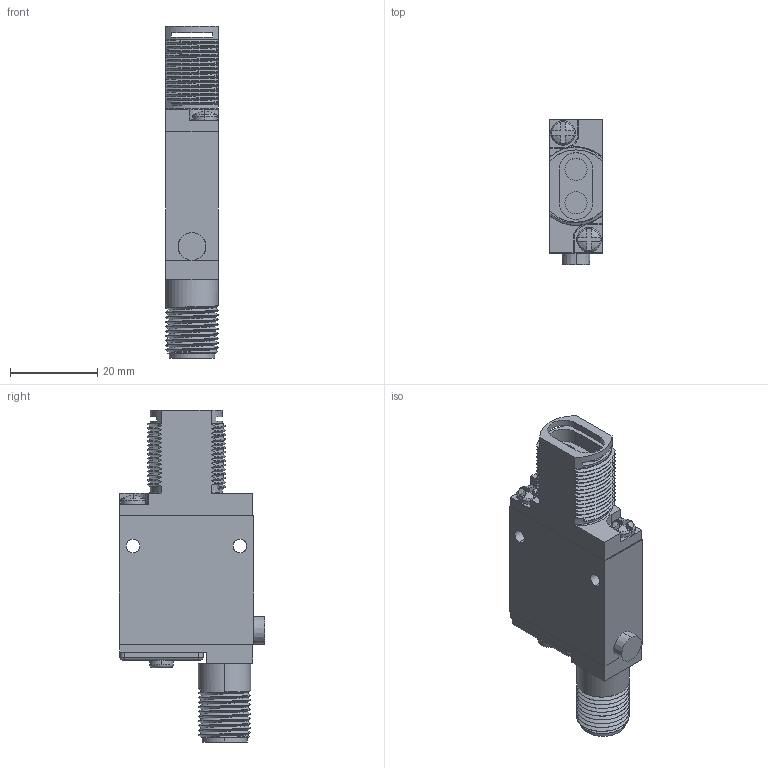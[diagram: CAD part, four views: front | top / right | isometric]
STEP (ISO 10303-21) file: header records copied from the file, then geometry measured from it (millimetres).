
FILE_DESCRIPTION((''),'2;1');
FILE_NAME('154448_SM01_ASM','2025-09-10T09:51:35',('banengservice'),('BANNER ENGINEERING'),'CREO PARAMETRIC BY PTC INC, 2022414','CREO PARAMETRIC BY PTC INC, 2022414','');
FILE_SCHEMA(('CONFIG_CONTROL_DESIGN'));
Length unit declared in the file: millimetre
Products named in the file (2): 154448_EP01; 154448_SM01_ASM
Assembly tree (1 placements, depth 2):
  154448_SM01_ASM
    154448_EP01
Bounding box: 12.04 x 33.32 x 75.93 mm (x, y, z)
Volume: 18178.3 mm3; surface area: 7472.9 mm2
Topology: 1 solids, 1 shells, 335 faces, 915 edges, 596 vertices
Faces by surface type: bspline 117, cylinder 98, plane 87, cone 15, torus 10, sphere 8
Entity records: 21197 total; most frequent: CARTESIAN_POINT 13480, ORIENTED_EDGE 1830, DIRECTION 1220, EDGE_CURVE 915, VERTEX_POINT 596, AXIS2_PLACEMENT_3D 418, VECTOR 384, LINE 384
